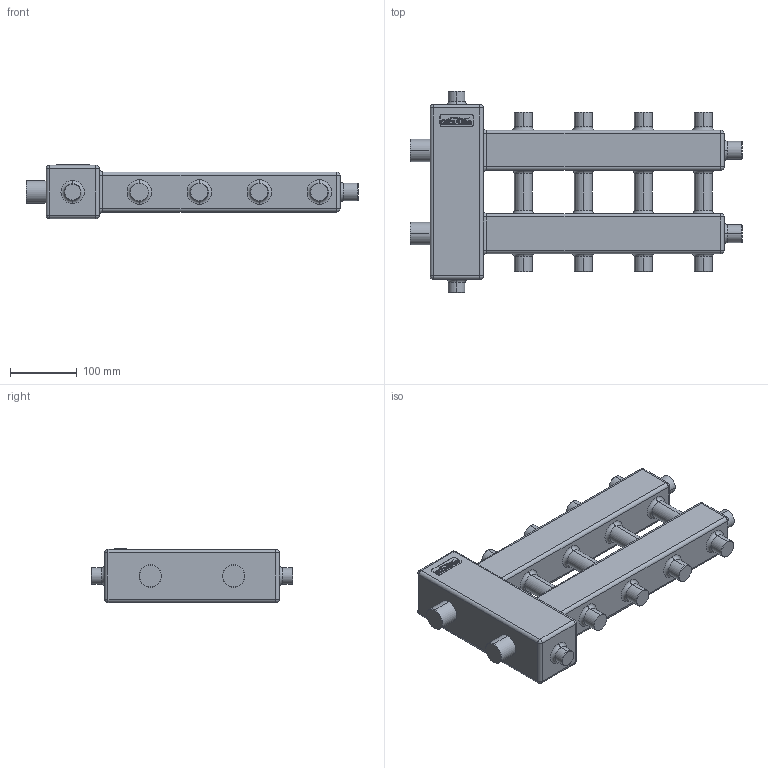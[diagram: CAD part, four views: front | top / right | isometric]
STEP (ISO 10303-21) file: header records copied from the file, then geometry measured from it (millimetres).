
FILE_DESCRIPTION (( 'STEP AP214' ), '1' );
FILE_NAME ('BMK-60-5DU.10.STEP', '2016-12-26T08:39:43', ( '' ), ( '' ), 'SwSTEP 2.0', 'SolidWorks 2015', '' );
FILE_SCHEMA (( 'AUTOMOTIVE_DESIGN' ));
Length unit declared in the file: millimetre
Products named in the file (1): BMK-60-5DU.10
Bounding box: 498 x 302 x 81 mm (x, y, z)
Volume: 4636574.5 mm3; surface area: 304386.2 mm2
Topology: 1 solids, 1 shells, 722 faces, 1944 edges, 1246 vertices
Faces by surface type: bspline 344, plane 208, cylinder 80, torus 48, cone 26, sphere 16
Entity records: 24700 total; most frequent: CARTESIAN_POINT 8381, ORIENTED_EDGE 3856, DIRECTION 2288, EDGE_CURVE 1928, VERTEX_POINT 1246, VECTOR 942, LINE 942, EDGE_LOOP 768
